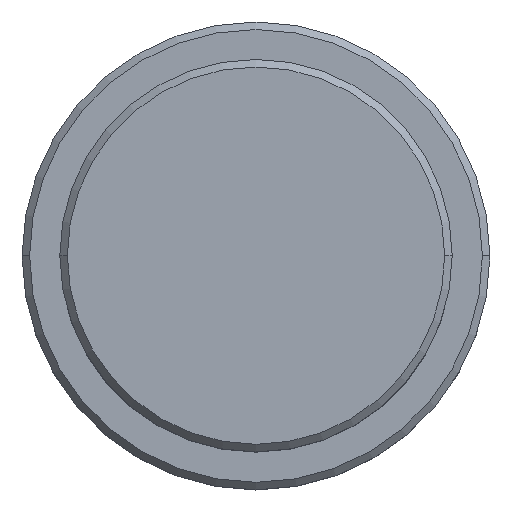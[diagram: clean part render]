
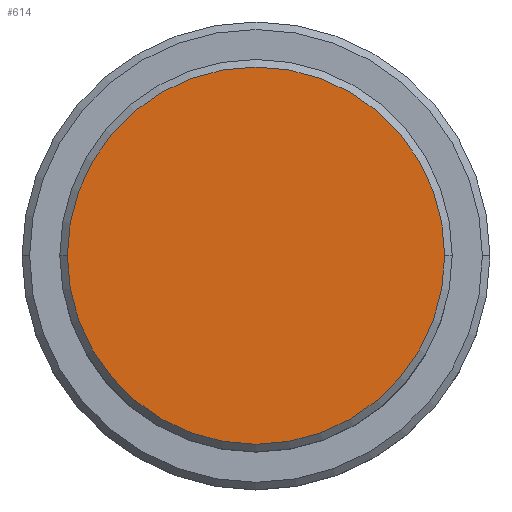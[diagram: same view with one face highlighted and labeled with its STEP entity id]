
A CAD part, top view. The second image highlights one B-rep face of the part: STEP entity #614.
In plain terms, the highlighted planar face has unit normal (0, 0, 1).
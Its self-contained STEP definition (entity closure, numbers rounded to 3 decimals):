
#15 = AXIS2_PLACEMENT_3D ( 'NONE', #866, #1282, #94 ) ;
#94 = DIRECTION ( 'NONE',  ( 1., 0., 0. ) ) ;
#110 = DIRECTION ( 'NONE',  ( 1., 0., 0. ) ) ;
#113 = ORIENTED_EDGE ( 'NONE', *, *, #1339, .T. ) ;
#189 = VERTEX_POINT ( 'NONE', #542 ) ;
#210 = PLANE ( 'NONE',  #15 ) ;
#376 = VERTEX_POINT ( 'NONE', #918 ) ;
#397 = CIRCLE ( 'NONE', #1198, 12.5 ) ;
#404 = DIRECTION ( 'NONE',  ( 0., 0., 1. ) ) ;
#405 = ORIENTED_EDGE ( 'NONE', *, *, #1103, .T. ) ;
#542 = CARTESIAN_POINT ( 'NONE',  ( -12.5, 0., 0. ) ) ;
#600 = CIRCLE ( 'NONE', #832, 12.5 ) ;
#614 = ADVANCED_FACE ( 'NONE', ( #634 ), #210, .T. ) ;
#634 = FACE_OUTER_BOUND ( 'NONE', #911, .T. ) ;
#694 = DIRECTION ( 'NONE',  ( 0., 0., 1. ) ) ;
#819 = DIRECTION ( 'NONE',  ( 1., 0., 0. ) ) ;
#832 = AXIS2_PLACEMENT_3D ( 'NONE', #1290, #694, #110 ) ;
#866 = CARTESIAN_POINT ( 'NONE',  ( 0., 0., 0. ) ) ;
#911 = EDGE_LOOP ( 'NONE', ( #113, #405 ) ) ;
#918 = CARTESIAN_POINT ( 'NONE',  ( 12.5, 0., 0. ) ) ;
#1103 = EDGE_CURVE ( 'NONE', #376, #189, #600, .T. ) ;
#1136 = CARTESIAN_POINT ( 'NONE',  ( 0., 0., 0. ) ) ;
#1198 = AXIS2_PLACEMENT_3D ( 'NONE', #1136, #404, #819 ) ;
#1282 = DIRECTION ( 'NONE',  ( 0., 0., 1. ) ) ;
#1290 = CARTESIAN_POINT ( 'NONE',  ( 0., 0., 0. ) ) ;
#1339 = EDGE_CURVE ( 'NONE', #189, #376, #397, .T. ) ;
